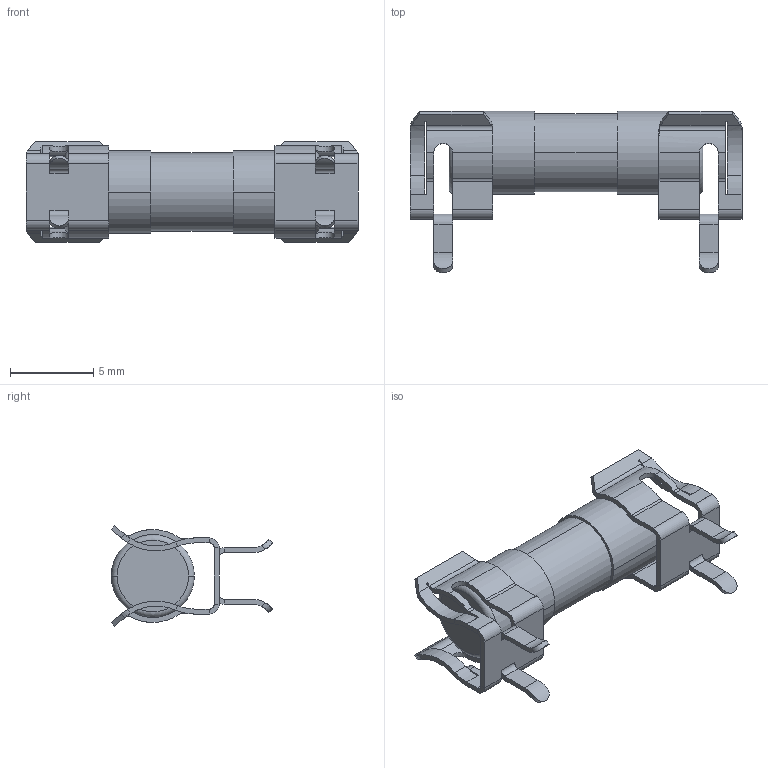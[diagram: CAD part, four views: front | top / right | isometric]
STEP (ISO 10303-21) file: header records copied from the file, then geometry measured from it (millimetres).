
FILE_DESCRIPTION (( 'STEP AP203' ), '1' );
FILE_NAME ('5x15 Fuse with holder.STEP', '2018-09-18T20:25:19', ( '' ), ( '' ), 'SwSTEP 2.0', 'SolidWorks 2018', '' );
FILE_SCHEMA (( 'CONFIG_CONTROL_DESIGN' ));
Length unit declared in the file: millimetre
Products named in the file (2): 5x15 Fuse with holder
Bounding box: 20 x 9.72 x 6.06 mm (x, y, z)
Volume: 134.4 mm3; surface area: 1160.1 mm2
Topology: 6 solids, 6 shells, 294 faces, 758 edges, 462 vertices
Faces by surface type: plane 142, cylinder 140, torus 8, bspline 4
Entity records: 13267 total; most frequent: CARTESIAN_POINT 5838, DIRECTION 1584, ORIENTED_EDGE 1516, EDGE_CURVE 758, AXIS2_PLACEMENT_3D 578, VERTEX_POINT 462, LINE 428, VECTOR 428
